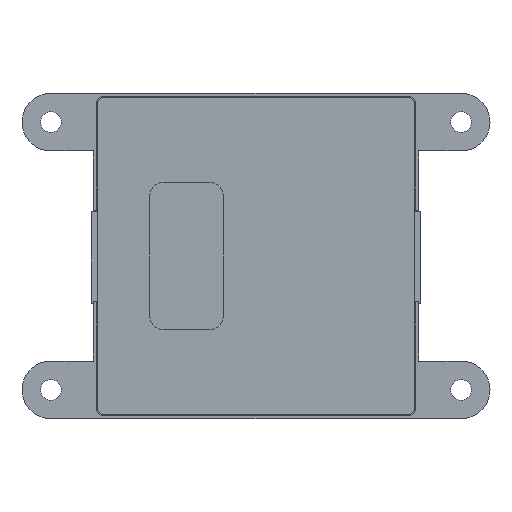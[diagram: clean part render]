
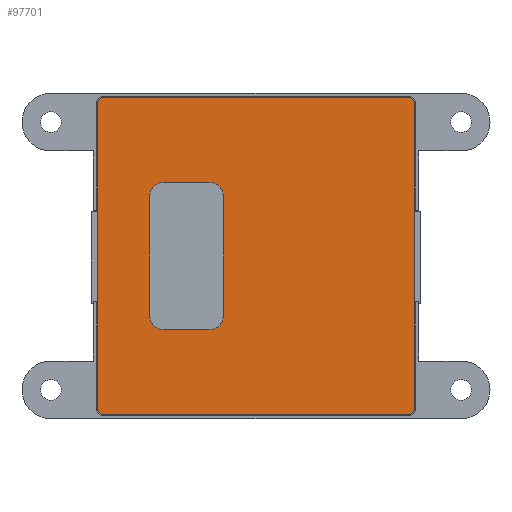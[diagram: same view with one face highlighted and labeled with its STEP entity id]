
A CAD part, front view. The second image highlights one B-rep face of the part: STEP entity #97701.
In plain terms, the highlighted planar face has unit normal (0, -1, 0).
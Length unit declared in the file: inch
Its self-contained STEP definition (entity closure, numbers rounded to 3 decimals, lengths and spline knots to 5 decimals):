
#271 = CARTESIAN_POINT ( 'NONE',  ( 1.05675, 0., 1.07 ) ) ;
#1585 = LINE ( 'NONE', #164783, #17718 ) ;
#2802 = CARTESIAN_POINT ( 'NONE',  ( -1.05675, 0., -1.07 ) ) ;
#5735 = EDGE_LOOP ( 'NONE', ( #48480, #26970, #40112, #42487, #109419, #143067, #46695, #125665 ) ) ;
#8806 = VERTEX_POINT ( 'NONE', #15090 ) ;
#11294 = DIRECTION ( 'NONE',  ( 0., 0., 1. ) ) ;
#12649 = CARTESIAN_POINT ( 'NONE',  ( 1.07, 0., 1.05675 ) ) ;
#15090 = CARTESIAN_POINT ( 'NONE',  ( 1.07, 0., -1.03801 ) ) ;
#17494 = VERTEX_POINT ( 'NONE', #36163 ) ;
#17718 = VECTOR ( 'NONE', #62556, 39.37008 ) ;
#18010 = CARTESIAN_POINT ( 'NONE',  ( -1.05675, 0., 1.07 ) ) ;
#19651 = VECTOR ( 'NONE', #33946, 39.37008 ) ;
#22305 = EDGE_CURVE ( 'NONE', #117232, #8806, #82619, .T. ) ;
#23903 = VERTEX_POINT ( 'NONE', #63306 ) ;
#25896 = VECTOR ( 'NONE', #106158, 39.37008 ) ;
#26970 = ORIENTED_EDGE ( 'NONE', *, *, #75560, .T. ) ;
#29135 = EDGE_CURVE ( 'NONE', #23903, #17494, #1585, .T. ) ;
#29946 = VERTEX_POINT ( 'NONE', #108686 ) ;
#33330 = CARTESIAN_POINT ( 'NONE',  ( -1.03801, 0., -1.07 ) ) ;
#33946 = DIRECTION ( 'NONE',  ( 0., 0., -1. ) ) ;
#35926 = CARTESIAN_POINT ( 'NONE',  ( 1.07, 0., -1.05675 ) ) ;
#36163 = CARTESIAN_POINT ( 'NONE',  ( -1.07, 0., 1.03801 ) ) ;
#36503 = CARTESIAN_POINT ( 'NONE',  ( -1.07, 0., 1.07 ) ) ;
#37074 = FACE_OUTER_BOUND ( 'NONE', #5735, .T. ) ;
#39180 = VERTEX_POINT ( 'NONE', #117735 ) ;
#40112 = ORIENTED_EDGE ( 'NONE', *, *, #156456, .F. ) ;
#40653 = EDGE_CURVE ( 'NONE', #29946, #49545, #55674, .T. ) ;
#42487 = ORIENTED_EDGE ( 'NONE', *, *, #22305, .T. ) ;
#45026 = VERTEX_POINT ( 'NONE', #33330 ) ;
#46695 = ORIENTED_EDGE ( 'NONE', *, *, #40653, .F. ) ;
#48480 = ORIENTED_EDGE ( 'NONE', *, *, #29135, .F. ) ;
#49545 = VERTEX_POINT ( 'NONE', #114397 ) ;
#55586 = CARTESIAN_POINT ( 'NONE',  ( -1.03801, 0., 1.07 ) ) ;
#55674 = LINE ( 'NONE', #96156, #150053 ) ;
#62556 = DIRECTION ( 'NONE',  ( 0., 0., 1. ) ) ;
#63306 = CARTESIAN_POINT ( 'NONE',  ( -1.07, 0., -1.03801 ) ) ;
#67796 = CARTESIAN_POINT ( 'NONE',  ( -1.07, 0., -1.03801 ) ) ;
#68425 = CARTESIAN_POINT ( 'NONE',  ( -1.07, 0., 1.05675 ) ) ;
#69569 = CARTESIAN_POINT ( 'NONE',  ( -1.07, 0., 1.03801 ) ) ;
#70370 = AXIS2_PLACEMENT_3D ( 'NONE', #36503, #88067, #11294 ) ;
#72000 = EDGE_CURVE ( 'NONE', #29946, #17494, #159534, .T. ) ;
#74626 = PLANE ( 'NONE',  #70370 ) ;
#75435 = CARTESIAN_POINT ( 'NONE',  ( 1.03801, 0., 1.07 ) ) ;
#75560 = EDGE_CURVE ( 'NONE', #23903, #45026, #149882, .T. ) ;
#82619 =( BOUNDED_CURVE ( )  B_SPLINE_CURVE ( 3, ( #136373, #85271, #35926, #87502 ),
 .UNSPECIFIED., .F., .F. ) 
 B_SPLINE_CURVE_WITH_KNOTS ( ( 4, 4 ),
 ( 5.49813, 7.06824 ),
 .UNSPECIFIED. ) 
 CURVE ( )  GEOMETRIC_REPRESENTATION_ITEM ( )  RATIONAL_B_SPLINE_CURVE ( ( 1., 0.805, 0.805, 1. ) ) 
 REPRESENTATION_ITEM ( '' )  );
#84953 = CARTESIAN_POINT ( 'NONE',  ( 1.07, 0., -1.07 ) ) ;
#85228 = EDGE_CURVE ( 'NONE', #39180, #49545, #115818, .T. ) ;
#85271 = CARTESIAN_POINT ( 'NONE',  ( 1.05675, 0., -1.07 ) ) ;
#87502 = CARTESIAN_POINT ( 'NONE',  ( 1.07, 0., -1.03801 ) ) ;
#88067 = DIRECTION ( 'NONE',  ( 0., 1., 0. ) ) ;
#96156 = CARTESIAN_POINT ( 'NONE',  ( -1.07, 0., 1.07 ) ) ;
#97701 = ADVANCED_FACE ( 'NONE', ( #37074 ), #74626, .F. ) ;
#102150 = LINE ( 'NONE', #133058, #25896 ) ;
#106158 = DIRECTION ( 'NONE',  ( -1., 0., 0. ) ) ;
#107683 = CARTESIAN_POINT ( 'NONE',  ( -1.03801, 0., -1.07 ) ) ;
#108686 = CARTESIAN_POINT ( 'NONE',  ( -1.03801, 0., 1.07 ) ) ;
#109419 = ORIENTED_EDGE ( 'NONE', *, *, #159348, .F. ) ;
#114397 = CARTESIAN_POINT ( 'NONE',  ( 1.03801, 0., 1.07 ) ) ;
#115818 =( BOUNDED_CURVE ( )  B_SPLINE_CURVE ( 3, ( #141106, #12649, #271, #75435 ),
 .UNSPECIFIED., .F., .T. ) 
 B_SPLINE_CURVE_WITH_KNOTS ( ( 4, 4 ),
 ( 5.49813, 7.06824 ),
 .UNSPECIFIED. ) 
 CURVE ( )  GEOMETRIC_REPRESENTATION_ITEM ( )  RATIONAL_B_SPLINE_CURVE ( ( 1., 0.805, 0.805, 1. ) ) 
 REPRESENTATION_ITEM ( '' )  );
#117232 = VERTEX_POINT ( 'NONE', #149503 ) ;
#117735 = CARTESIAN_POINT ( 'NONE',  ( 1.07, 0., 1.03801 ) ) ;
#125665 = ORIENTED_EDGE ( 'NONE', *, *, #72000, .T. ) ;
#132164 = LINE ( 'NONE', #84953, #19651 ) ;
#133058 = CARTESIAN_POINT ( 'NONE',  ( -1.07, 0., -1.07 ) ) ;
#136373 = CARTESIAN_POINT ( 'NONE',  ( 1.03801, 0., -1.07 ) ) ;
#141106 = CARTESIAN_POINT ( 'NONE',  ( 1.07, 0., 1.03801 ) ) ;
#143067 = ORIENTED_EDGE ( 'NONE', *, *, #85228, .T. ) ;
#145893 = CARTESIAN_POINT ( 'NONE',  ( -1.07, 0., -1.05675 ) ) ;
#147850 = DIRECTION ( 'NONE',  ( 1., 0., 0. ) ) ;
#149503 = CARTESIAN_POINT ( 'NONE',  ( 1.03801, 0., -1.07 ) ) ;
#149882 =( BOUNDED_CURVE ( )  B_SPLINE_CURVE ( 3, ( #67796, #145893, #2802, #107683 ),
 .UNSPECIFIED., .F., .F. ) 
 B_SPLINE_CURVE_WITH_KNOTS ( ( 4, 4 ),
 ( 5.49813, 7.06824 ),
 .UNSPECIFIED. ) 
 CURVE ( )  GEOMETRIC_REPRESENTATION_ITEM ( )  RATIONAL_B_SPLINE_CURVE ( ( 1., 0.805, 0.805, 1. ) ) 
 REPRESENTATION_ITEM ( '' )  );
#150053 = VECTOR ( 'NONE', #147850, 39.37008 ) ;
#156456 = EDGE_CURVE ( 'NONE', #117232, #45026, #102150, .T. ) ;
#159348 = EDGE_CURVE ( 'NONE', #39180, #8806, #132164, .T. ) ;
#159534 =( BOUNDED_CURVE ( )  B_SPLINE_CURVE ( 3, ( #55586, #18010, #68425, #69569 ),
 .UNSPECIFIED., .F., .F. ) 
 B_SPLINE_CURVE_WITH_KNOTS ( ( 4, 4 ),
 ( 5.49813, 7.06824 ),
 .UNSPECIFIED. ) 
 CURVE ( )  GEOMETRIC_REPRESENTATION_ITEM ( )  RATIONAL_B_SPLINE_CURVE ( ( 1., 0.805, 0.805, 1. ) ) 
 REPRESENTATION_ITEM ( '' )  );
#164783 = CARTESIAN_POINT ( 'NONE',  ( -1.07, 0., -1.07 ) ) ;
